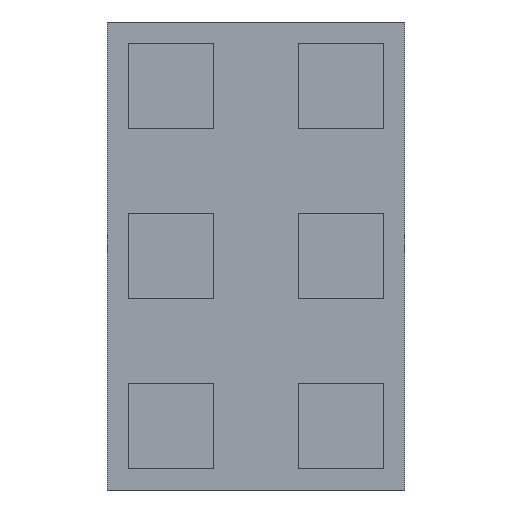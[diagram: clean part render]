
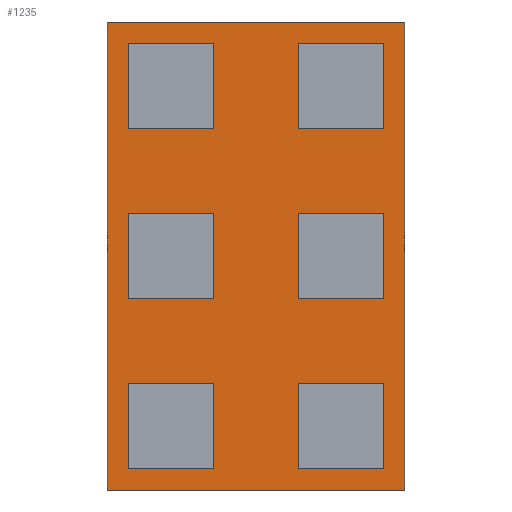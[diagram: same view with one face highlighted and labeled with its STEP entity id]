
A CAD part, front view. The second image highlights one B-rep face of the part: STEP entity #1235.
In plain terms, the highlighted planar face has unit normal (0, -1, 0).
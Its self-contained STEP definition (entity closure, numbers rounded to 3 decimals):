
#7 = EDGE_CURVE ( 'NONE', #808, #452, #130, .T. ) ;
#37 = DIRECTION ( 'NONE',  ( 0., 0., 1. ) ) ;
#58 = VERTEX_POINT ( 'NONE', #960 ) ;
#130 = LINE ( 'NONE', #947, #1358 ) ;
#139 = LINE ( 'NONE', #1402, #1291 ) ;
#155 = CARTESIAN_POINT ( 'NONE',  ( -0.35, 0.05, -0.55 ) ) ;
#161 = EDGE_CURVE ( 'NONE', #58, #461, #857, .T. ) ;
#272 = FACE_OUTER_BOUND ( 'NONE', #991, .T. ) ;
#308 = CARTESIAN_POINT ( 'NONE',  ( 0.35, 0.05, -0.55 ) ) ;
#309 = LINE ( 'NONE', #580, #967 ) ;
#340 = EDGE_CURVE ( 'NONE', #452, #58, #309, .T. ) ;
#452 = VERTEX_POINT ( 'NONE', #155 ) ;
#460 = DIRECTION ( 'NONE',  ( 0., 0., -1. ) ) ;
#461 = VERTEX_POINT ( 'NONE', #1056 ) ;
#504 = PLANE ( 'NONE',  #1103 ) ;
#580 = CARTESIAN_POINT ( 'NONE',  ( -0.35, 0.05, 0.55 ) ) ;
#625 = DIRECTION ( 'NONE',  ( 1., 0., 0. ) ) ;
#670 = EDGE_CURVE ( 'NONE', #461, #808, #139, .T. ) ;
#808 = VERTEX_POINT ( 'NONE', #308 ) ;
#857 = LINE ( 'NONE', #1184, #1414 ) ;
#862 = ORIENTED_EDGE ( 'NONE', *, *, #670, .F. ) ;
#947 = CARTESIAN_POINT ( 'NONE',  ( -0.35, 0.05, -0.55 ) ) ;
#950 = DIRECTION ( 'NONE',  ( -1., 0., 0. ) ) ;
#960 = CARTESIAN_POINT ( 'NONE',  ( -0.35, 0.05, 0.55 ) ) ;
#967 = VECTOR ( 'NONE', #37, 1000. ) ;
#991 = EDGE_LOOP ( 'NONE', ( #862, #1173, #1338, #1156 ) ) ;
#1048 = CARTESIAN_POINT ( 'NONE',  ( 0., 0.05, 0. ) ) ;
#1056 = CARTESIAN_POINT ( 'NONE',  ( 0.35, 0.05, 0.55 ) ) ;
#1059 = DIRECTION ( 'NONE',  ( 0., 0., -1. ) ) ;
#1103 = AXIS2_PLACEMENT_3D ( 'NONE', #1048, #1357, #460 ) ;
#1156 = ORIENTED_EDGE ( 'NONE', *, *, #7, .F. ) ;
#1173 = ORIENTED_EDGE ( 'NONE', *, *, #161, .F. ) ;
#1184 = CARTESIAN_POINT ( 'NONE',  ( -0.35, 0.05, 0.55 ) ) ;
#1235 = ADVANCED_FACE ( 'NONE', ( #272 ), #504, .T. ) ;
#1291 = VECTOR ( 'NONE', #1059, 1000. ) ;
#1338 = ORIENTED_EDGE ( 'NONE', *, *, #340, .F. ) ;
#1357 = DIRECTION ( 'NONE',  ( 0., -1., 0. ) ) ;
#1358 = VECTOR ( 'NONE', #950, 1000. ) ;
#1402 = CARTESIAN_POINT ( 'NONE',  ( 0.35, 0.05, 0.55 ) ) ;
#1414 = VECTOR ( 'NONE', #625, 1000. ) ;
